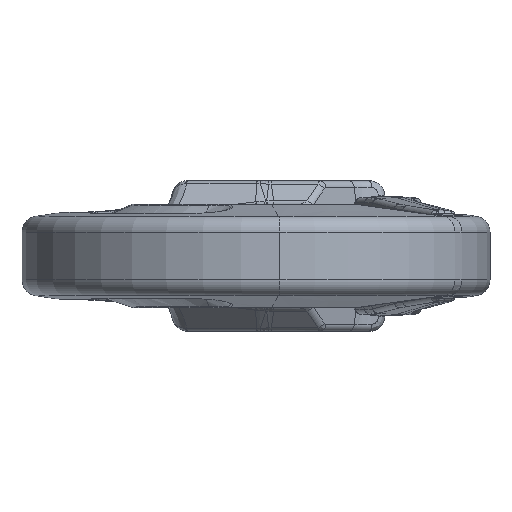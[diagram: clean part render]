
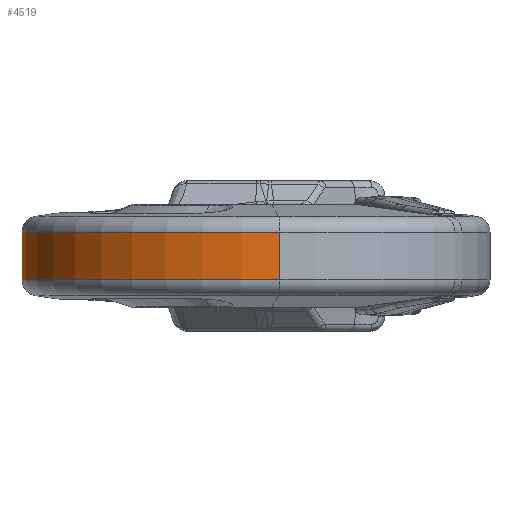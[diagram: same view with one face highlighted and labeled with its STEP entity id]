
A CAD part, left-side view. The second image highlights one B-rep face of the part: STEP entity #4519.
In plain terms, the highlighted cylindrical face has radius 59.636 mm (diameter 119.273 mm), a partial arc.
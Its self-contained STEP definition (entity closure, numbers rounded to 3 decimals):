
#211=CYLINDRICAL_SURFACE('',#22349,59.636);
#629=CIRCLE('',#22347,59.636);
#630=CIRCLE('',#22348,59.636);
#2241=FACE_OUTER_BOUND('',#7467,.T.);
#3552=LINE('',#35988,#6249);
#3556=LINE('',#36001,#6253);
#4519=ADVANCED_FACE('',(#2241),#211,.T.);
#6249=VECTOR('',#24531,1.);
#6253=VECTOR('',#24541,1.);
#7467=EDGE_LOOP('',(#10134,#10135,#10136,#10137));
#10134=ORIENTED_EDGE('',*,*,#18130,.F.);
#10135=ORIENTED_EDGE('',*,*,#18131,.T.);
#10136=ORIENTED_EDGE('',*,*,#18124,.T.);
#10137=ORIENTED_EDGE('',*,*,#18132,.T.);
#15776=VERTEX_POINT('',#35989);
#15777=VERTEX_POINT('',#35990);
#15782=VERTEX_POINT('',#36002);
#15783=VERTEX_POINT('',#36003);
#18124=EDGE_CURVE('',#15776,#15777,#3552,.T.);
#18130=EDGE_CURVE('',#15782,#15783,#3556,.T.);
#18131=EDGE_CURVE('',#15782,#15776,#629,.T.);
#18132=EDGE_CURVE('',#15777,#15783,#630,.T.);
#22347=AXIS2_PLACEMENT_3D('',#36004,#24542,#24543);
#22348=AXIS2_PLACEMENT_3D('',#36005,#24544,#24545);
#22349=AXIS2_PLACEMENT_3D('',#36006,#24546,#24547);
#24531=DIRECTION('',(0.,0.,-1.));
#24541=DIRECTION('',(0.,0.,-1.));
#24542=DIRECTION('',(0.,0.,-1.));
#24543=DIRECTION('',(1.,0.,0.));
#24544=DIRECTION('',(0.,0.,1.));
#24545=DIRECTION('',(1.,0.,0.));
#24546=DIRECTION('',(0.,0.,-1.));
#24547=DIRECTION('',(-1.,0.,0.));
#35988=CARTESIAN_POINT('',(36.314,53.723,13.));
#35989=CARTESIAN_POINT('',(36.314,53.723,6.041));
#35990=CARTESIAN_POINT('',(36.314,53.723,-6.041));
#36001=CARTESIAN_POINT('',(-58.,0.,13.));
#36002=CARTESIAN_POINT('',(-58.,0.,6.041));
#36003=CARTESIAN_POINT('',(-58.,0.,-6.041));
#36004=CARTESIAN_POINT('',(1.393,5.38,6.041));
#36005=CARTESIAN_POINT('',(1.393,5.38,-6.041));
#36006=CARTESIAN_POINT('',(1.393,5.38,13.));
